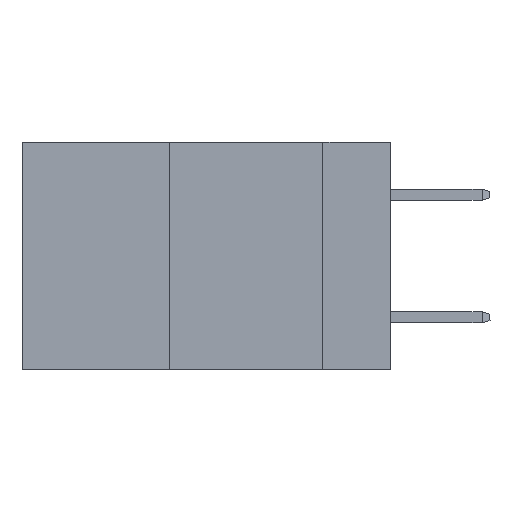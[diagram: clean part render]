
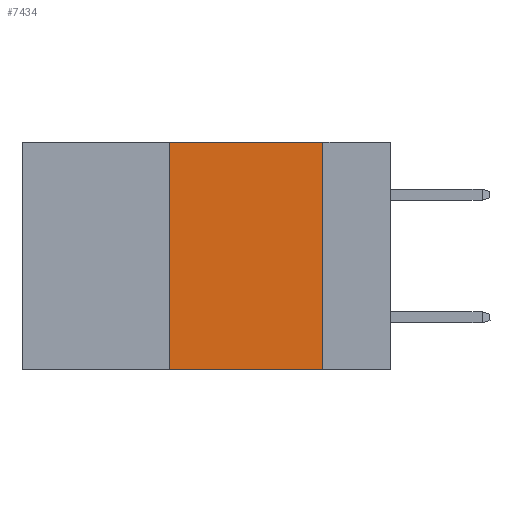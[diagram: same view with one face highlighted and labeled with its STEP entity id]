
A CAD part, left-side view. The second image highlights one B-rep face of the part: STEP entity #7434.
In plain terms, the highlighted planar face has unit normal (-1, 0, 0).
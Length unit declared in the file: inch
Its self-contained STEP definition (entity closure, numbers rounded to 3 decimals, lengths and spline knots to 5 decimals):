
#397 = ORIENTED_EDGE ( 'NONE', *, *, #17942, .F. ) ;
#859 = LINE ( 'NONE', #2202, #17382 ) ;
#1476 = VECTOR ( 'NONE', #9670, 39.37008 ) ;
#1667 = VERTEX_POINT ( 'NONE', #15427 ) ;
#2170 = VERTEX_POINT ( 'NONE', #17678 ) ;
#2201 = VECTOR ( 'NONE', #12341, 39.37008 ) ;
#2202 = CARTESIAN_POINT ( 'NONE',  ( 0., 0.36, 0. ) ) ;
#3366 = ORIENTED_EDGE ( 'NONE', *, *, #18353, .F. ) ;
#4045 = DIRECTION ( 'NONE',  ( 1., 0., 0. ) ) ;
#4569 = EDGE_CURVE ( 'NONE', #1667, #2170, #5759, .T. ) ;
#5470 = EDGE_LOOP ( 'NONE', ( #12145, #3366, #397, #15167 ) ) ;
#5759 = LINE ( 'NONE', #19256, #1476 ) ;
#5916 = VECTOR ( 'NONE', #9572, 39.37008 ) ;
#7267 = FACE_OUTER_BOUND ( 'NONE', #5470, .T. ) ;
#7434 = ADVANCED_FACE ( 'NONE', ( #7267 ), #13613, .F. ) ;
#7766 = VERTEX_POINT ( 'NONE', #19245 ) ;
#7999 = CARTESIAN_POINT ( 'NONE',  ( 0., 0.6, 0. ) ) ;
#8157 = EDGE_CURVE ( 'NONE', #11395, #2170, #14963, .T. ) ;
#8787 = CARTESIAN_POINT ( 'NONE',  ( 0., 0.6, 0. ) ) ;
#9572 = DIRECTION ( 'NONE',  ( 0., -1., 0. ) ) ;
#9670 = DIRECTION ( 'NONE',  ( 0., 0., -1. ) ) ;
#10519 = CARTESIAN_POINT ( 'NONE',  ( 0., 0.36, -0.37 ) ) ;
#11395 = VERTEX_POINT ( 'NONE', #10519 ) ;
#12145 = ORIENTED_EDGE ( 'NONE', *, *, #4569, .F. ) ;
#12341 = DIRECTION ( 'NONE',  ( 0., -1., 0. ) ) ;
#13613 = PLANE ( 'NONE',  #19572 ) ;
#13939 = CARTESIAN_POINT ( 'NONE',  ( 0., 0.6, -0.37 ) ) ;
#14963 = LINE ( 'NONE', #13939, #2201 ) ;
#15005 = DIRECTION ( 'NONE',  ( 0., 0., 1. ) ) ;
#15167 = ORIENTED_EDGE ( 'NONE', *, *, #8157, .T. ) ;
#15214 = DIRECTION ( 'NONE',  ( 0., 0., -1. ) ) ;
#15427 = CARTESIAN_POINT ( 'NONE',  ( 0., 0.11, 0. ) ) ;
#17382 = VECTOR ( 'NONE', #15005, 39.37008 ) ;
#17678 = CARTESIAN_POINT ( 'NONE',  ( 0., 0.11, -0.37 ) ) ;
#17942 = EDGE_CURVE ( 'NONE', #11395, #7766, #859, .T. ) ;
#18353 = EDGE_CURVE ( 'NONE', #7766, #1667, #19145, .T. ) ;
#19145 = LINE ( 'NONE', #7999, #5916 ) ;
#19245 = CARTESIAN_POINT ( 'NONE',  ( 0., 0.36, 0. ) ) ;
#19256 = CARTESIAN_POINT ( 'NONE',  ( 0., 0.11, 0. ) ) ;
#19572 = AXIS2_PLACEMENT_3D ( 'NONE', #8787, #4045, #15214 ) ;
